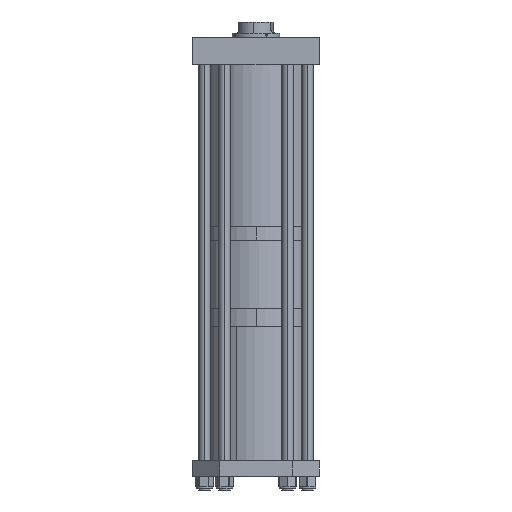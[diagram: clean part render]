
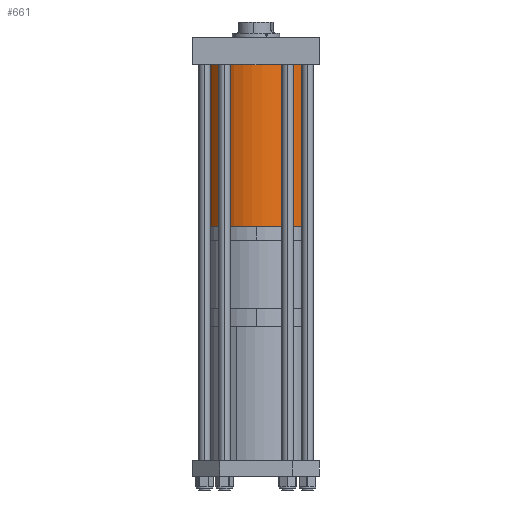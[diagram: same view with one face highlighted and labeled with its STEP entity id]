
A CAD part, left-side view. The second image highlights one B-rep face of the part: STEP entity #661.
In plain terms, the highlighted cylindrical face has radius 152.4 mm (diameter 304.8 mm), a partial arc.
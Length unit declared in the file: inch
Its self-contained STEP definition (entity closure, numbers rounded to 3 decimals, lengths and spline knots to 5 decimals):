
#375 = AXIS2_PLACEMENT_3D ( 'NONE', #9502, #1326, #458 ) ;
#429 = LINE ( 'NONE', #9448, #3175 ) ;
#458 = DIRECTION ( 'NONE',  ( 1., 0., 0. ) ) ;
#647 = EDGE_LOOP ( 'NONE', ( #9730, #2384, #9684, #8741 ) ) ;
#661 = ADVANCED_FACE ( 'NONE', ( #4350 ), #1926, .T. ) ;
#764 = CIRCLE ( 'NONE', #1605, 6. ) ;
#1326 = DIRECTION ( 'NONE',  ( 0., 0., 1. ) ) ;
#1396 = VERTEX_POINT ( 'NONE', #2636 ) ;
#1553 = CARTESIAN_POINT ( 'NONE',  ( 0., 0., 17.889 ) ) ;
#1605 = AXIS2_PLACEMENT_3D ( 'NONE', #3615, #9883, #3735 ) ;
#1926 = CYLINDRICAL_SURFACE ( 'NONE', #6858, 6. ) ;
#2027 = VERTEX_POINT ( 'NONE', #4467 ) ;
#2265 = VERTEX_POINT ( 'NONE', #10141 ) ;
#2300 = EDGE_CURVE ( 'NONE', #2027, #2313, #2764, .T. ) ;
#2313 = VERTEX_POINT ( 'NONE', #7648 ) ;
#2384 = ORIENTED_EDGE ( 'NONE', *, *, #8831, .F. ) ;
#2636 = CARTESIAN_POINT ( 'NONE',  ( -6., 0., 17.889 ) ) ;
#2764 = CIRCLE ( 'NONE', #375, 6. ) ;
#3175 = VECTOR ( 'NONE', #6005, 39.37008 ) ;
#3615 = CARTESIAN_POINT ( 'NONE',  ( 0., 0., 17.889 ) ) ;
#3735 = DIRECTION ( 'NONE',  ( 1., 0., 0. ) ) ;
#4350 = FACE_OUTER_BOUND ( 'NONE', #647, .T. ) ;
#4467 = CARTESIAN_POINT ( 'NONE',  ( -6., 0., 0. ) ) ;
#6005 = DIRECTION ( 'NONE',  ( 0., 0., -1. ) ) ;
#6118 = DIRECTION ( 'NONE',  ( 0., 0., -1. ) ) ;
#6858 = AXIS2_PLACEMENT_3D ( 'NONE', #1553, #8797, #7851 ) ;
#7163 = VECTOR ( 'NONE', #6118, 39.37008 ) ;
#7648 = CARTESIAN_POINT ( 'NONE',  ( 6., 0., 0. ) ) ;
#7851 = DIRECTION ( 'NONE',  ( -1., 0., 0. ) ) ;
#7865 = CARTESIAN_POINT ( 'NONE',  ( -6., 0., 17.889 ) ) ;
#8405 = EDGE_CURVE ( 'NONE', #1396, #2027, #10215, .T. ) ;
#8741 = ORIENTED_EDGE ( 'NONE', *, *, #2300, .T. ) ;
#8797 = DIRECTION ( 'NONE',  ( 0., 0., -1. ) ) ;
#8831 = EDGE_CURVE ( 'NONE', #1396, #2265, #764, .T. ) ;
#9448 = CARTESIAN_POINT ( 'NONE',  ( 6., 0., 17.889 ) ) ;
#9502 = CARTESIAN_POINT ( 'NONE',  ( 0., 0., 0. ) ) ;
#9684 = ORIENTED_EDGE ( 'NONE', *, *, #8405, .T. ) ;
#9730 = ORIENTED_EDGE ( 'NONE', *, *, #10480, .F. ) ;
#9883 = DIRECTION ( 'NONE',  ( 0., 0., 1. ) ) ;
#10141 = CARTESIAN_POINT ( 'NONE',  ( 6., 0., 17.889 ) ) ;
#10215 = LINE ( 'NONE', #7865, #7163 ) ;
#10480 = EDGE_CURVE ( 'NONE', #2265, #2313, #429, .T. ) ;
